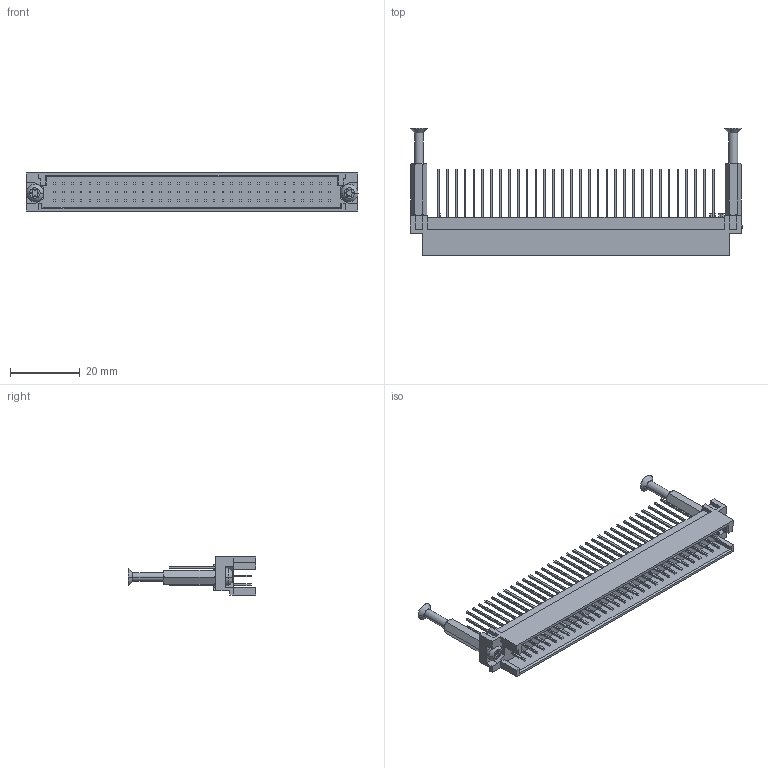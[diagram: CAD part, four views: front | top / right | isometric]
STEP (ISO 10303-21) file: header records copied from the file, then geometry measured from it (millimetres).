
FILE_DESCRIPTION (( 'STEP AP214' ), '1' );
FILE_NAME ('47910~0.STEP', '2018-04-12T06:45:58', ( '' ), ( '' ), 'SwSTEP 2.0', 'SolidWorks 2016', '' );
FILE_SCHEMA (( 'AUTOMOTIVE_DESIGN' ));
Length unit declared in the file: millimetre
Products named in the file (5): DIN7991~n_M02,5x016; SKB-II~-s-k-i-i_M2,5x15 St; 47910~0; 5195~0; ISO7380~n_M02,5x010
Assembly tree (7 placements, depth 2):
  47910~0
    5195~0
    SKB-II~-s-k-i-i_M2,5x15 St  x2
    DIN7991~n_M02,5x016  x2
    ISO7380~n_M02,5x010  x2
Bounding box: 95.05 x 36.5 x 10.9 mm (x, y, z)
Volume: 6220.6 mm3; surface area: 10433.5 mm2
Topology: 7 solids, 7 shells, 1289 faces, 3175 edges, 2100 vertices
Faces by surface type: plane 1093, cylinder 96, cone 52, bspline 44, torus 4
Entity records: 39125 total; most frequent: CARTESIAN_POINT 8905, ORIENTED_EDGE 5910, DIRECTION 5293, EDGE_CURVE 2955, LINE 2709, VECTOR 2709, VERTEX_POINT 1960, EDGE_LOOP 1403
